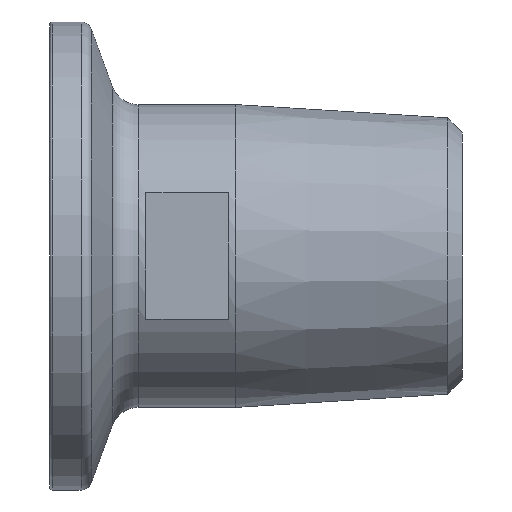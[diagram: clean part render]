
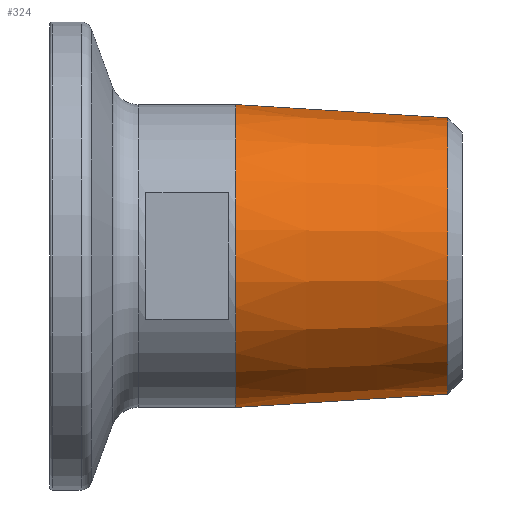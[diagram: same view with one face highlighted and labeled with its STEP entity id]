
A CAD part, front view. The second image highlights one B-rep face of the part: STEP entity #324.
In plain terms, the highlighted conical face has half-angle 3.576 degrees and reference radius 9.97 mm.
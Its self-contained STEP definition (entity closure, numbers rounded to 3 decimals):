
#27 = VECTOR ( 'NONE', #244, 1000. ) ;
#36 = DIRECTION ( 'NONE',  ( 0., 0., 1. ) ) ;
#87 = CONICAL_SURFACE ( 'NONE', #828, 9.97, 0.062 ) ;
#94 = VERTEX_POINT ( 'NONE', #622 ) ;
#107 = VERTEX_POINT ( 'NONE', #906 ) ;
#116 = DIRECTION ( 'NONE',  ( 0., 0., 1. ) ) ;
#164 = CARTESIAN_POINT ( 'NONE',  ( 30., 0., 9.97 ) ) ;
#216 = VERTEX_POINT ( 'NONE', #580 ) ;
#223 = AXIS2_PLACEMENT_3D ( 'NONE', #285, #295, #116 ) ;
#244 = DIRECTION ( 'NONE',  ( -0.998, 0., 0.062 ) ) ;
#285 = CARTESIAN_POINT ( 'NONE',  ( 13.519, 0., 0. ) ) ;
#292 = DIRECTION ( 'NONE',  ( -0.998, 0., -0.062 ) ) ;
#293 = EDGE_CURVE ( 'NONE', #216, #107, #448, .T. ) ;
#295 = DIRECTION ( 'NONE',  ( -1., 0., 0. ) ) ;
#324 = ADVANCED_FACE ( 'NONE', ( #546 ), #87, .T. ) ;
#356 = EDGE_CURVE ( 'NONE', #1015, #94, #908, .T. ) ;
#393 = EDGE_CURVE ( 'NONE', #94, #107, #726, .T. ) ;
#448 = CIRCLE ( 'NONE', #223, 11. ) ;
#449 = ORIENTED_EDGE ( 'NONE', *, *, #393, .T. ) ;
#466 = CARTESIAN_POINT ( 'NONE',  ( 30., 0., 0. ) ) ;
#520 = ORIENTED_EDGE ( 'NONE', *, *, #293, .F. ) ;
#527 = CARTESIAN_POINT ( 'NONE',  ( 30., 0., -9.97 ) ) ;
#546 = FACE_OUTER_BOUND ( 'NONE', #919, .T. ) ;
#580 = CARTESIAN_POINT ( 'NONE',  ( 13.519, 0., -11. ) ) ;
#622 = CARTESIAN_POINT ( 'NONE',  ( 28.933, 0., 10.037 ) ) ;
#631 = AXIS2_PLACEMENT_3D ( 'NONE', #779, #790, #928 ) ;
#676 = ORIENTED_EDGE ( 'NONE', *, *, #356, .T. ) ;
#690 = ORIENTED_EDGE ( 'NONE', *, *, #900, .F. ) ;
#711 = VECTOR ( 'NONE', #292, 1000. ) ;
#726 = LINE ( 'NONE', #164, #27 ) ;
#733 = CARTESIAN_POINT ( 'NONE',  ( 28.933, 0., -10.037 ) ) ;
#779 = CARTESIAN_POINT ( 'NONE',  ( 28.933, 0., 0. ) ) ;
#790 = DIRECTION ( 'NONE',  ( -1., 0., 0. ) ) ;
#828 = AXIS2_PLACEMENT_3D ( 'NONE', #466, #872, #36 ) ;
#872 = DIRECTION ( 'NONE',  ( -1., 0., 0. ) ) ;
#900 = EDGE_CURVE ( 'NONE', #1015, #216, #1020, .T. ) ;
#906 = CARTESIAN_POINT ( 'NONE',  ( 13.519, 0., 11. ) ) ;
#908 = CIRCLE ( 'NONE', #631, 10.037 ) ;
#919 = EDGE_LOOP ( 'NONE', ( #690, #676, #449, #520 ) ) ;
#928 = DIRECTION ( 'NONE',  ( 0., 0., -1. ) ) ;
#1015 = VERTEX_POINT ( 'NONE', #733 ) ;
#1020 = LINE ( 'NONE', #527, #711 ) ;
